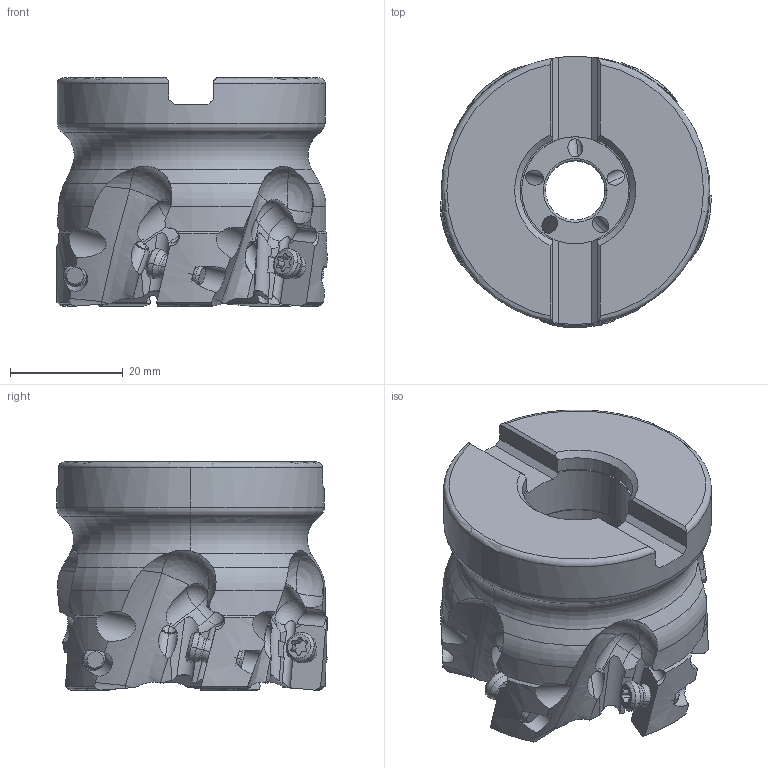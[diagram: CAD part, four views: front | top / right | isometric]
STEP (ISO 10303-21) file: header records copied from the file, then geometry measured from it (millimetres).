
FILE_DESCRIPTION(/* description */ (''),/* implementation_level */ '2;1');
FILE_NAME(/* name */ 'APX4000UR0205A.stp',/* time_stamp */ '2021-09-08T11:43:27+09:00',/* author */ (''),/* organization */ (''),/* preprocessor_version */ 'ST-DEVELOPER v16',/* originating_system */ 'SIEMENS PLM Software NX 10.0',/* authorisation */ '');
FILE_SCHEMA (('AUTOMOTIVE_DESIGN { 1 0 10303 214 3 1 1 1 }'));
Length unit declared in the file: millimetre
Products named in the file (1): APX4000UR0205A_ASM
Bounding box: 48.09 x 48.18 x 40.54 mm (x, y, z)
Volume: 45152.6 mm3; surface area: 13922.3 mm2
Topology: 6 solids, 6 shells, 455 faces, 1414 edges, 960 vertices
Faces by surface type: cylinder 192, plane 106, cone 68, torus 39, sphere 35, bspline 15
Entity records: 22049 total; most frequent: CARTESIAN_POINT 9592, ORIENTED_EDGE 2788, DIRECTION 2467, EDGE_CURVE 1394, AXIS2_PLACEMENT_3D 1092, VERTEX_POINT 952, CIRCLE 555, B_SPLINE_CURVE_WITH_KNOTS 487
